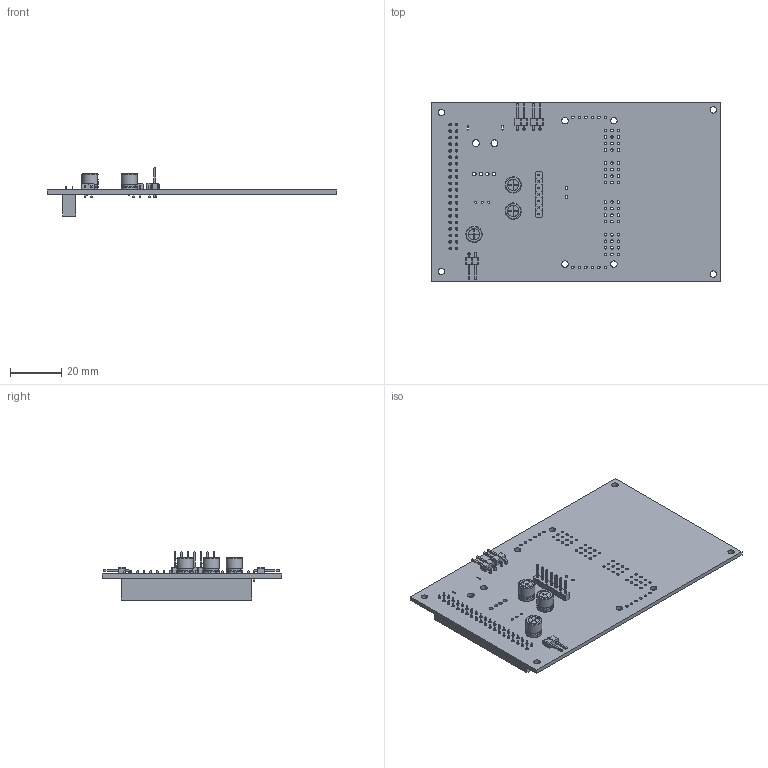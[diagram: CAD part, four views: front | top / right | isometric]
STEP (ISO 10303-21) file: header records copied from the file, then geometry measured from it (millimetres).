
FILE_DESCRIPTION(('KiCad electronic assembly'),'2;1');
FILE_NAME('pcb-v3.step','2025-03-06T04:03:03',('Pcbnew'),('Kicad'), 'Open CASCADE STEP processor 7.8','KiCad to STEP converter','Unknown' );
FILE_SCHEMA(('AUTOMOTIVE_DESIGN { 1 0 10303 214 1 1 1 1 }'));
Length unit declared in the file: millimetre
Products named in the file (10): pcb-v3 1; PinHeader_1x02_P2.54mm_Horizontal; PinHeader_1x02_P254mm_Horizontal; CP_Radial_D6.3mm_P2.50mm; CP_Radial_D63mm_P250mm; PinHeader_1x07_P2.54mm_Vertical; PinHeader_1x07_P254mm_Vertical; PinSocket_2x20_P2.54mm_Vertical; _autosave-pcb-v3_PCB
Assembly tree (13 placements, depth 3):
  pcb-v3 1
    PinHeader_1x02_P2.54mm_Horizontal  x3
      PinHeader_1x02_P254mm_Horizontal
    CP_Radial_D6.3mm_P2.50mm  x3
      CP_Radial_D63mm_P250mm
    PinHeader_1x07_P2.54mm_Vertical
      PinHeader_1x07_P254mm_Vertical
    PinSocket_2x20_P2.54mm_Vertical
      PinSocket_2x20_P2.54mm_Vertical
    _autosave-pcb-v3_PCB
Bounding box: 113 x 70 x 18.74 mm (x, y, z)
Volume: 15302.8 mm3; surface area: 20755.9 mm2
Topology: 9 solids, 12 shells, 1686 faces, 4347 edges, 2800 vertices
Faces by surface type: plane 1469, cylinder 187, revolution 12, bspline 12, torus 6
Full cylindrical faces by diameter (mm): 0.5 x6, 0.8 x6, 0.889 x3, 1 x115, 1.397 x4, 2.5 x8, 2.7 x2
Entity records: 54900 total; most frequent: CARTESIAN_POINT 8383, ORIENTED_EDGE 7706, DIRECTION 7148, EDGE_CURVE 3853, LINE 3506, VECTOR 3506, VERTEX_POINT 2488, FACE_BOUND 1859
